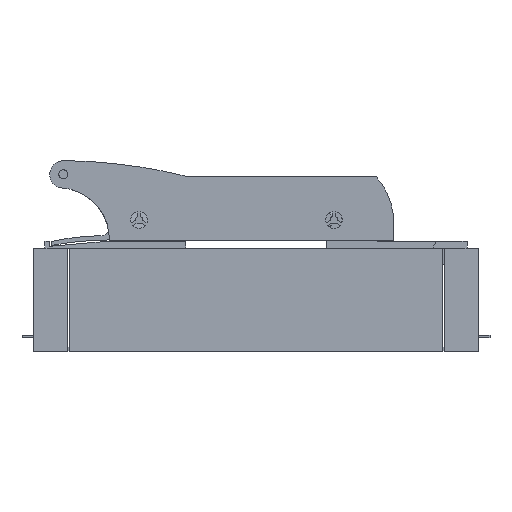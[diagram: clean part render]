
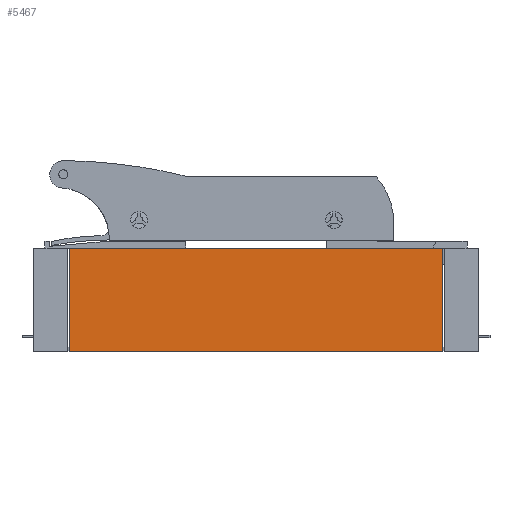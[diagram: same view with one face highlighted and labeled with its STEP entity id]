
A CAD part, left-side view. The second image highlights one B-rep face of the part: STEP entity #5467.
In plain terms, the highlighted planar face has unit normal (-1, 0, 0).
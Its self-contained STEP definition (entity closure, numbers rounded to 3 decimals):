
#317=DIRECTION('',(0.,0.,-1.));
#318=VECTOR('',#317,45.);
#319=CARTESIAN_POINT('',(-25.,81.5,70.));
#320=LINE('',#319,#318);
#324=DIRECTION('',(0.,-1.,0.));
#325=VECTOR('',#324,163.);
#326=CARTESIAN_POINT('',(-25.,81.5,25.));
#327=LINE('',#326,#325);
#338=DIRECTION('',(0.,-1.,0.));
#339=VECTOR('',#338,163.);
#340=CARTESIAN_POINT('',(-25.,81.5,70.));
#341=LINE('',#340,#339);
#1903=DIRECTION('',(0.,0.,-1.));
#1904=VECTOR('',#1903,45.);
#1905=CARTESIAN_POINT('',(-25.,-81.5,70.));
#1906=LINE('',#1905,#1904);
#4509=CARTESIAN_POINT('',(-25.,-81.5,25.));
#4511=VERTEX_POINT('',#4509);
#4517=CARTESIAN_POINT('',(-25.,-81.5,70.));
#4518=VERTEX_POINT('',#4517);
#4879=CARTESIAN_POINT('',(-25.,81.5,70.));
#4880=CARTESIAN_POINT('',(-25.,81.5,25.));
#4881=VERTEX_POINT('',#4879);
#4882=VERTEX_POINT('',#4880);
#5454=CARTESIAN_POINT('',(-25.,0.,25.));
#5455=DIRECTION('',(1.,0.,0.));
#5456=DIRECTION('',(0.,0.,1.));
#5457=AXIS2_PLACEMENT_3D('',#5454,#5455,#5456);
#5458=PLANE('',#5457);
#5459=ORIENTED_EDGE('',*,*,#5435,.F.);
#5461=ORIENTED_EDGE('',*,*,#5460,.T.);
#5463=ORIENTED_EDGE('',*,*,#5462,.T.);
#5464=ORIENTED_EDGE('',*,*,#5374,.F.);
#5465=EDGE_LOOP('',(#5459,#5461,#5463,#5464));
#5466=FACE_OUTER_BOUND('',#5465,.F.);
#5374=EDGE_CURVE('',#4882,#4511,#327,.T.);
#5435=EDGE_CURVE('',#4881,#4882,#320,.T.);
#5460=EDGE_CURVE('',#4881,#4518,#341,.T.);
#5462=EDGE_CURVE('',#4518,#4511,#1906,.T.);
#5467=ADVANCED_FACE('',(#5466),#5458,.F.);
